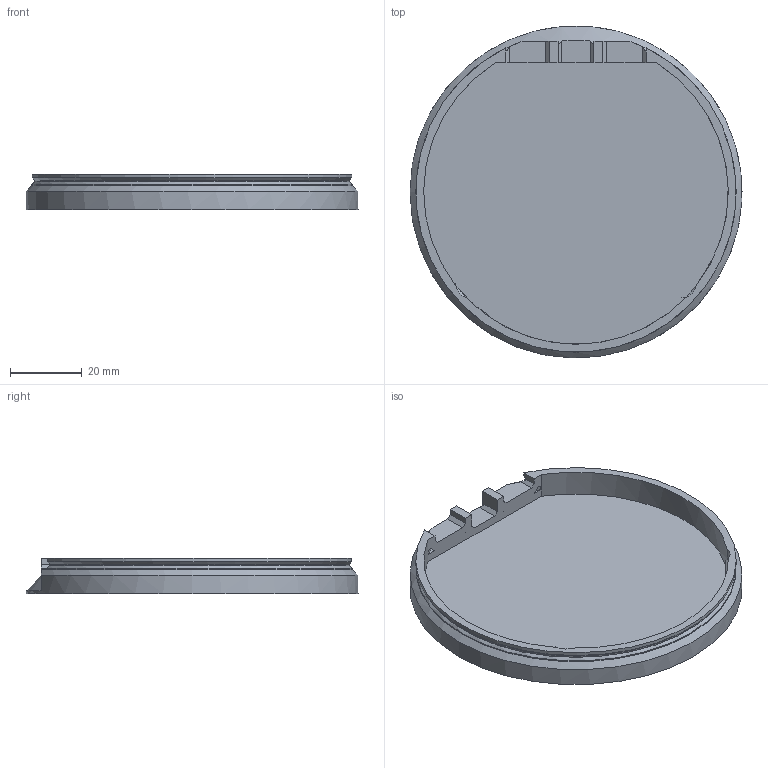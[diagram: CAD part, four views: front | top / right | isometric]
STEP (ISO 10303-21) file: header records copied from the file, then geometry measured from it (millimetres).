
FILE_DESCRIPTION(/* description */ (''),/* implementation_level */ '2;1');
FILE_NAME(/* name */ '(Optional) Dev Kit UFO Base for No Speaker.step',/* time_stamp */ '2025-05-06T18:13:02+01:00',/* author */ (''),/* organization */ (''),/* preprocessor_version */ 'ST-DEVELOPER v20.1',/* originating_system */ 'Autodesk Translation Framework v14.4.0.0',/* authorisation */ '');
FILE_SCHEMA (('AUTOMOTIVE_DESIGN { 1 0 10303 214 3 1 1 }'));
Length unit declared in the file: millimetre
Products named in the file (1): DevKit Speaker
Bounding box: 92.4 x 92.4 x 9.8 mm (x, y, z)
Volume: 22136 mm3; surface area: 17933.9 mm2
Topology: 1 solids, 1 shells, 64 faces, 173 edges, 116 vertices
Faces by surface type: plane 42, cylinder 11, cone 11
Full cylindrical faces by diameter (mm): 92.4 x1
Entity records: 2018 total; most frequent: CARTESIAN_POINT 430, ORIENTED_EDGE 346, DIRECTION 310, EDGE_CURVE 173, VERTEX_POINT 116, LINE 104, VECTOR 104, AXIS2_PLACEMENT_3D 103
